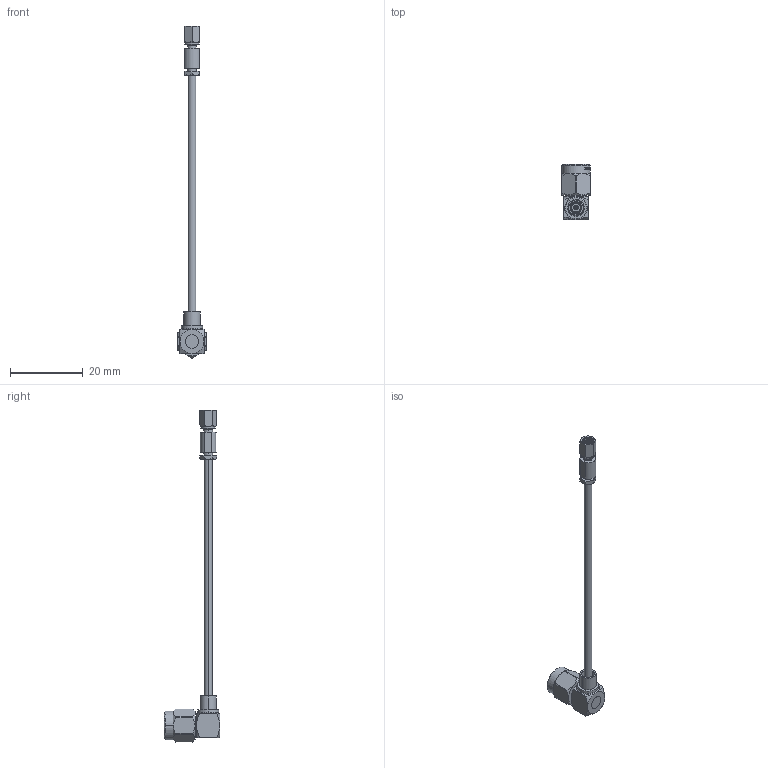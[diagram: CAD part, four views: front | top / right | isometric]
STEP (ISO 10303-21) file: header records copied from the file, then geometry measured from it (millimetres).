
FILE_DESCRIPTION (( 'STEP AP214' ), '1' );
FILE_NAME ('PE3C4446.step', '2020-04-20T16:13:43', ( '' ), ( '' ), 'SwSTEP 2.0', 'SolidWorks 2018', '' );
FILE_SCHEMA (( 'AUTOMOTIVE_DESIGN' ));
Length unit declared in the file: millimetre
Products named in the file (4): PE3C4446; PE44692; PE-SR405FL_3''''PE-SR405FL; PE45365___
Assembly tree (3 placements, depth 2):
  PE3C4446
    PE-SR405FL_3''''PE-SR405FL
    PE45365___
    PE44692
Bounding box: 7.94 x 15.24 x 91.13 mm (x, y, z)
Volume: 1060.6 mm3; surface area: 1798.4 mm2
Topology: 5 solids, 5 shells, 489 faces, 1290 edges, 841 vertices
Faces by surface type: plane 222, bspline 128, cylinder 82, cone 53, torus 4
Entity records: 23542 total; most frequent: CARTESIAN_POINT 10668, ORIENTED_EDGE 2576, DIRECTION 1687, EDGE_CURVE 1288, VERTEX_POINT 841, AXIS2_PLACEMENT_3D 565, VECTOR 557, LINE 557
